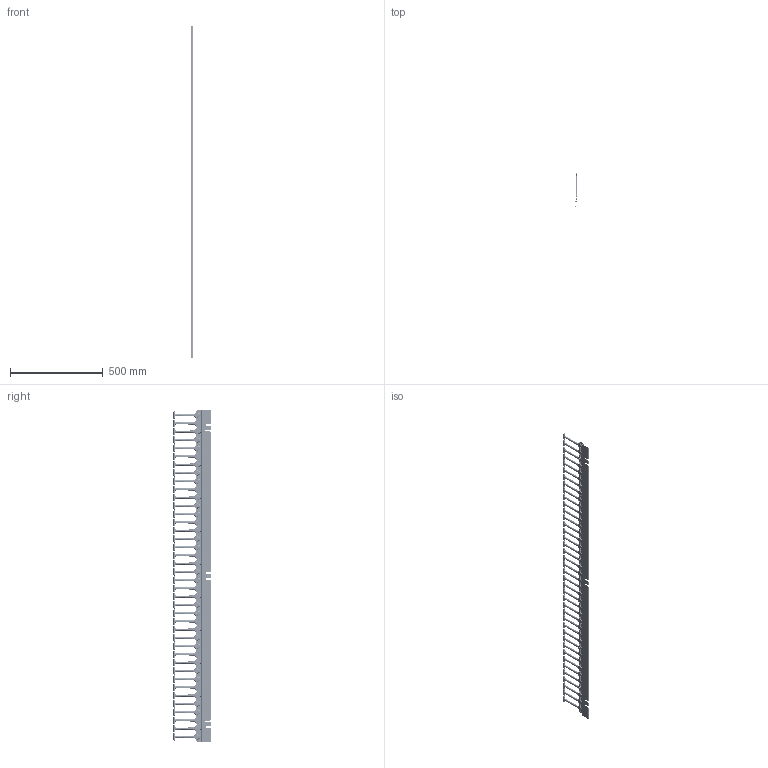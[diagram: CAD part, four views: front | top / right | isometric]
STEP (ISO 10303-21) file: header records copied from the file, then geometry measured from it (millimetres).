
FILE_DESCRIPTION (( 'STEP AP203' ), '1' );
FILE_NAME ('ZP-CM05-42U-V-R ITK by ZPAS Ãðåáåíêà êàáåëüíàÿ âåðòèêàëüíàÿ 42U ÷åð. ÐÔ.STEP', '2024-09-18T13:12:44', ( '' ), ( '' ), 'SwSTEP 2.0', 'SolidWorks 2022', '' );
FILE_SCHEMA (( 'CONFIG_CONTROL_DESIGN' ));
Products named in the file (1): ZP-CM05-42U-V-R ITK by ZPAS Гребенка кабельная вертикальная 42U чер. РФ
Bounding box: 16 x 201.1 x 1791 mm (x, y, z)
Volume: 762667.9 mm3; surface area: 729116.5 mm2
Topology: 22 solids, 22 shells, 11627 faces, 30670 edges, 19188 vertices
Faces by surface type: plane 5709, cylinder 3638, bspline 1920, cone 280, torus 80
Entity records: 381519 total; most frequent: CARTESIAN_POINT 120486, ORIENTED_EDGE 61020, DIRECTION 46762, EDGE_CURVE 30510, VERTEX_POINT 19188, VECTOR 19114, LINE 19114, AXIS2_PLACEMENT_3D 13824
